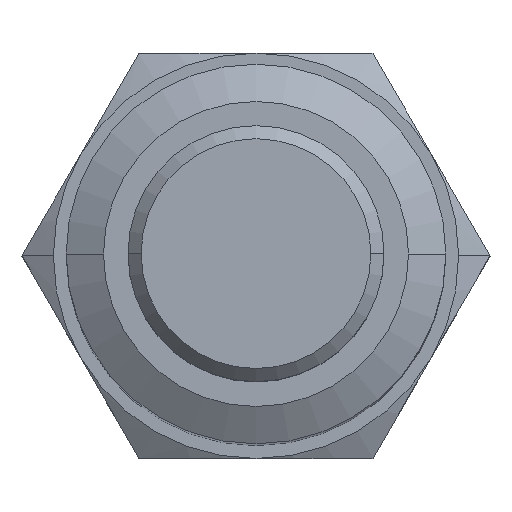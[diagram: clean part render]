
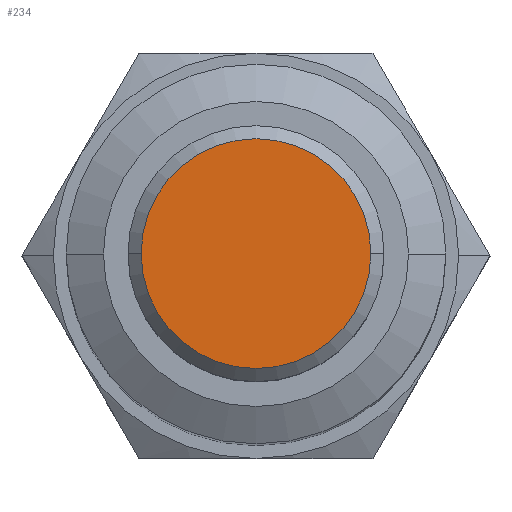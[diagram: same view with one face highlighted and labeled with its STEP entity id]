
A CAD part, top view. The second image highlights one B-rep face of the part: STEP entity #234.
In plain terms, the highlighted planar face has unit normal (0, 0, 1).
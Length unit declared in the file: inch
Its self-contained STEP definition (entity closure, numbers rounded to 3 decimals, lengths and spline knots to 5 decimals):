
#58 = DIRECTION ( 'NONE',  ( -1., 0., 0. ) ) ;
#144 = CARTESIAN_POINT ( 'NONE',  ( -0.21207, 0., 0. ) ) ;
#221 = DIRECTION ( 'NONE',  ( -1., 0., 0. ) ) ;
#234 = ADVANCED_FACE ( 'NONE', ( #966 ), #1429, .T. ) ;
#297 = EDGE_CURVE ( 'NONE', #666, #375, #303, .T. ) ;
#303 = CIRCLE ( 'NONE', #779, 0.21207 ) ;
#375 = VERTEX_POINT ( 'NONE', #826 ) ;
#378 = DIRECTION ( 'NONE',  ( 0., 0., 1. ) ) ;
#411 = ORIENTED_EDGE ( 'NONE', *, *, #297, .F. ) ;
#440 = AXIS2_PLACEMENT_3D ( 'NONE', #808, #672, #221 ) ;
#488 = EDGE_LOOP ( 'NONE', ( #1387, #411 ) ) ;
#666 = VERTEX_POINT ( 'NONE', #144 ) ;
#672 = DIRECTION ( 'NONE',  ( 0., 0., -1. ) ) ;
#779 = AXIS2_PLACEMENT_3D ( 'NONE', #1382, #1242, #58 ) ;
#808 = CARTESIAN_POINT ( 'NONE',  ( 0., 0., 0. ) ) ;
#826 = CARTESIAN_POINT ( 'NONE',  ( 0.21207, 0., 0. ) ) ;
#871 = EDGE_CURVE ( 'NONE', #375, #666, #965, .T. ) ;
#911 = DIRECTION ( 'NONE',  ( 1., 0., 0. ) ) ;
#965 = CIRCLE ( 'NONE', #440, 0.21207 ) ;
#966 = FACE_OUTER_BOUND ( 'NONE', #488, .T. ) ;
#1242 = DIRECTION ( 'NONE',  ( 0., 0., -1. ) ) ;
#1382 = CARTESIAN_POINT ( 'NONE',  ( 0., 0., 0. ) ) ;
#1387 = ORIENTED_EDGE ( 'NONE', *, *, #871, .F. ) ;
#1429 = PLANE ( 'NONE',  #1445 ) ;
#1440 = CARTESIAN_POINT ( 'NONE',  ( 0.10603, 0., 0. ) ) ;
#1445 = AXIS2_PLACEMENT_3D ( 'NONE', #1440, #378, #911 ) ;
